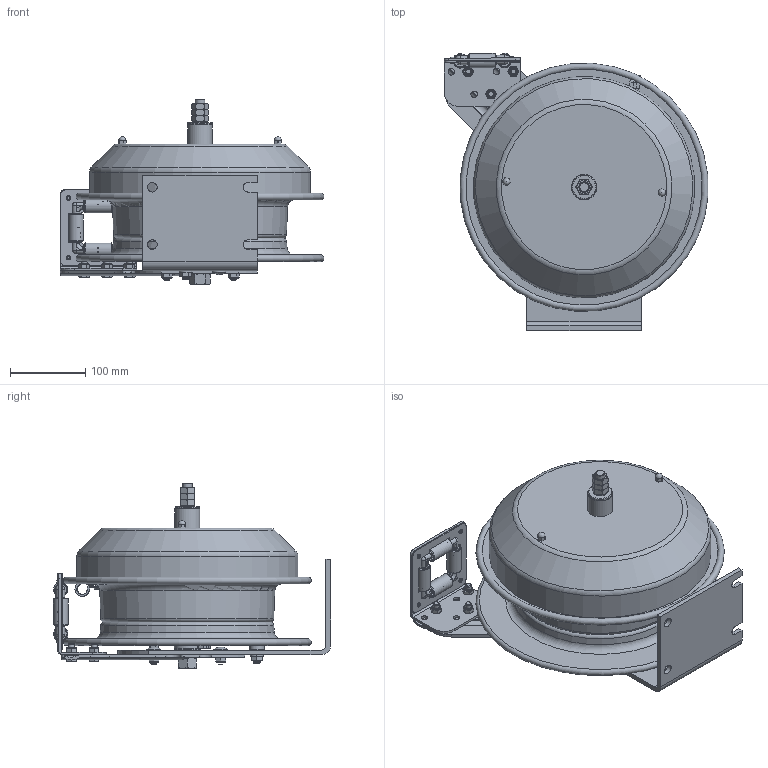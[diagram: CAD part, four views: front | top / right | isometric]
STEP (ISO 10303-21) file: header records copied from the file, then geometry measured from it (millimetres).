
FILE_DESCRIPTION(/* description */ (''),/* implementation_level */ '2;1');
FILE_NAME(/* name */ 'P-WC13L-2510_SHARED.stp',/* time_stamp */ '2020-02-27T08:43:31-07:00',/* author */ ('NMelton'),/* organization */ (''),/* preprocessor_version */ 'ST-DEVELOPER v17',/* originating_system */ 'Autodesk Inventor 2019',/* authorisation */ '');
FILE_SCHEMA (('AUTOMOTIVE_DESIGN { 1 0 10303 214 3 1 1 }'));
Length unit declared in the file: inch
Products named in the file (1): P-WC13L-2510_SHARED
Bounding box: 350.89 x 368.48 x 246.22 mm (x, y, z)
Surface area: 806116.5 mm2 (no closed solid volume)
Topology: 0 solids, 108 shells, 935 faces, 3450 edges, 2547 vertices
Faces by surface type: plane 458, cylinder 250, cone 128, torus 59, sphere 38, bspline 2
Full cylindrical faces by diameter (mm): 4.699 x4, 4.826 x3, 5.182 x1, 5.556 x3, 5.588 x4, 6.35 x4, 7.137 x2, 7.938 x3, 8.731 x7, 11.43 x3, 12.192 x8, 12.548 x1, 12.7 x3, 15.875 x1, 18.923 x1, 19.05 x5, 28.575 x1, 32.372 x1, 33.02 x2, 34.036 x1, 34.925 x1, 35.052 x1, 294.386 x1
Entity records: 38991 total; most frequent: CARTESIAN_POINT 8772, DIRECTION 6280, ORIENTED_EDGE 5393, EDGE_CURVE 3405, VERTEX_POINT 2547, AXIS2_PLACEMENT_3D 2288, LINE 1704, VECTOR 1704
